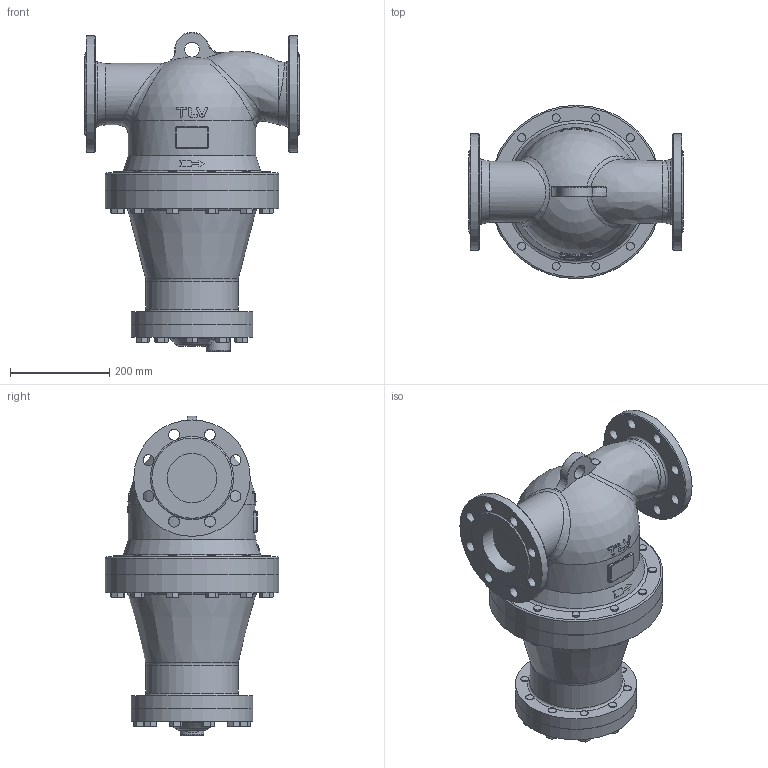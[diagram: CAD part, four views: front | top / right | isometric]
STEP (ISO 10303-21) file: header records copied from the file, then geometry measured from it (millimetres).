
FILE_DESCRIPTION(/* description */ (''),/* implementation_level */ '2;1');
FILE_NAME(/* name */ 'dc3s0-100-e0040-00.stp',/* time_stamp */ '2018-11-19T09:28:23+09:00',/* author */ ('nakaot'),/* organization */ (''),/* preprocessor_version */ 'ST-DEVELOPER v15.6',/* originating_system */ 'Autodesk Inventor 2015',/* authorisation */ '');
FILE_SCHEMA (('CONFIG_CONTROL_DESIGN'));
Length unit declared in the file: millimetre
Products named in the file (1): dc3s0-100-e0040-00
Bounding box: 434 x 350 x 644.88 mm (x, y, z)
Volume: 30797708.3 mm3; surface area: 1118031.8 mm2
Topology: 1 solids, 1 shells, 601 faces, 1437 edges, 903 vertices
Faces by surface type: plane 278, cone 141, cylinder 133, torus 23, bspline 19, sphere 7
Full cylindrical faces by diameter (mm): 16 x44, 17.475 x1, 18 x22, 22 x16, 30 x1, 48 x1, 100 x2, 124 x1, 180 x1, 186 x1, 200 x1, 235 x2, 245 x2, 257 x1, 350 x2
Entity records: 18761 total; most frequent: CARTESIAN_POINT 6126, DIRECTION 2575, ORIENTED_EDGE 2532, EDGE_CURVE 1266, AXIS2_PLACEMENT_3D 1106, EDGE_LOOP 859, VERTEX_POINT 847, FACE_OUTER_BOUND 601
